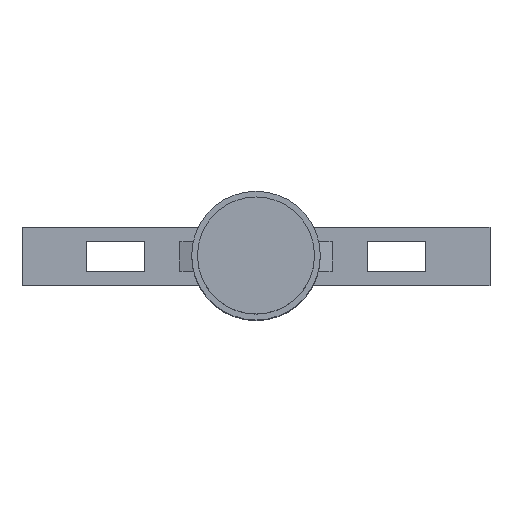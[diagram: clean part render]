
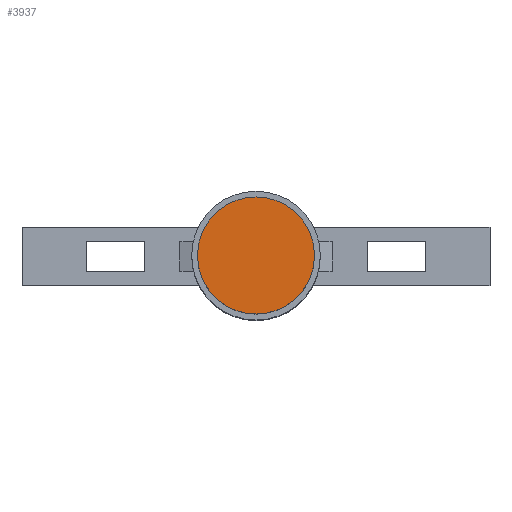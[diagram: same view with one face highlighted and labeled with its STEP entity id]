
A CAD part, top view. The second image highlights one B-rep face of the part: STEP entity #3937.
In plain terms, the highlighted planar face has unit normal (0, 0, 1).
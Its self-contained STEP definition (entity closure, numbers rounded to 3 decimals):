
#3871 = CYLINDRICAL_SURFACE('',#3872,10.);
#3872 = AXIS2_PLACEMENT_3D('',#3873,#3874,#3875);
#3873 = CARTESIAN_POINT('',(0.,0.,102.5));
#3874 = DIRECTION('',(-0.,-0.,-1.));
#3875 = DIRECTION('',(1.,0.,0.));
#3888 = VERTEX_POINT('',#3889);
#3889 = CARTESIAN_POINT('',(10.,0.,202.5));
#3910 = EDGE_CURVE('',#3888,#3888,#3911,.T.);
#3911 = SURFACE_CURVE('',#3912,(#3917,#3924),.PCURVE_S1.);
#3912 = CIRCLE('',#3913,10.);
#3913 = AXIS2_PLACEMENT_3D('',#3914,#3915,#3916);
#3914 = CARTESIAN_POINT('',(0.,0.,202.5));
#3915 = DIRECTION('',(0.,0.,1.));
#3916 = DIRECTION('',(1.,0.,0.));
#3917 = PCURVE('',#3871,#3918);
#3918 = DEFINITIONAL_REPRESENTATION('',(#3919),#3923);
#3919 = LINE('',#3920,#3921);
#3920 = CARTESIAN_POINT('',(-0.,-100.));
#3921 = VECTOR('',#3922,1.);
#3922 = DIRECTION('',(-1.,0.));
#3923 = ( GEOMETRIC_REPRESENTATION_CONTEXT(2) 
PARAMETRIC_REPRESENTATION_CONTEXT() REPRESENTATION_CONTEXT('2D SPACE',''
  ) );
#3924 = PCURVE('',#3925,#3930);
#3925 = PLANE('',#3926);
#3926 = AXIS2_PLACEMENT_3D('',#3927,#3928,#3929);
#3927 = CARTESIAN_POINT('',(0.,0.,202.5
    ));
#3928 = DIRECTION('',(0.,0.,1.));
#3929 = DIRECTION('',(1.,0.,-0.));
#3930 = DEFINITIONAL_REPRESENTATION('',(#3931),#3935);
#3931 = CIRCLE('',#3932,10.);
#3932 = AXIS2_PLACEMENT_2D('',#3933,#3934);
#3933 = CARTESIAN_POINT('',(0.,0.));
#3934 = DIRECTION('',(1.,0.));
#3935 = ( GEOMETRIC_REPRESENTATION_CONTEXT(2) 
PARAMETRIC_REPRESENTATION_CONTEXT() REPRESENTATION_CONTEXT('2D SPACE',''
  ) );
#3937 = ADVANCED_FACE('',(#3938),#3925,.T.);
#3938 = FACE_BOUND('',#3939,.T.);
#3939 = EDGE_LOOP('',(#3940));
#3940 = ORIENTED_EDGE('',*,*,#3910,.T.);
